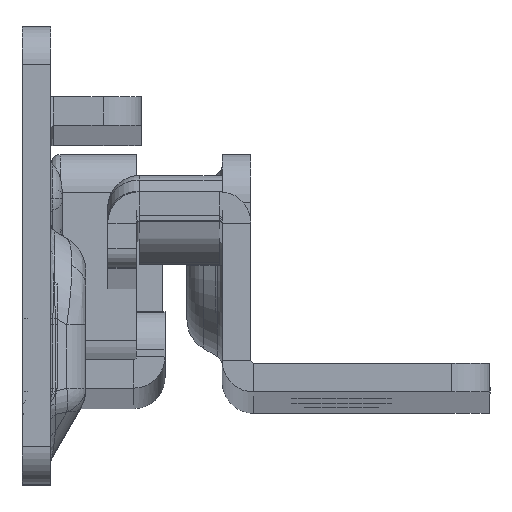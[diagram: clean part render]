
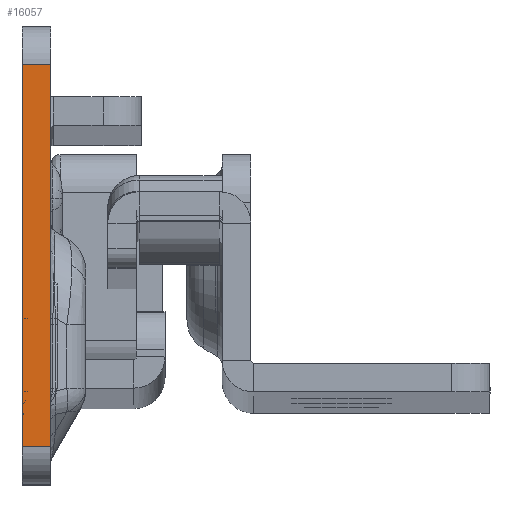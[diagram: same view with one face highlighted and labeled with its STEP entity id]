
A CAD part, top view. The second image highlights one B-rep face of the part: STEP entity #16057.
In plain terms, the highlighted planar face has unit normal (0, 0, 1).
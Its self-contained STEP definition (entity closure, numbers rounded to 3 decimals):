
#11 = ORIENTED_EDGE ( 'NONE', *, *, #122, .T. ) ;
#122 = EDGE_CURVE ( 'NONE', #14124, #6730, #15446, .T. ) ;
#299 = DIRECTION ( 'NONE',  ( 1., 0., 0. ) ) ;
#751 = EDGE_CURVE ( 'NONE', #1849, #14124, #3436, .T. ) ;
#1052 = CARTESIAN_POINT ( 'NONE',  ( -3., -29.094, 0. ) ) ;
#1421 = VECTOR ( 'NONE', #12185, 1000. ) ;
#1849 = VERTEX_POINT ( 'NONE', #13352 ) ;
#2428 = PLANE ( 'NONE',  #5488 ) ;
#2752 = DIRECTION ( 'NONE',  ( 1., 0., 0. ) ) ;
#3112 = LINE ( 'NONE', #4485, #17482 ) ;
#3436 = LINE ( 'NONE', #5064, #7483 ) ;
#4485 = CARTESIAN_POINT ( 'NONE',  ( -3., 18.3, 0. ) ) ;
#4912 = ORIENTED_EDGE ( 'NONE', *, *, #16694, .F. ) ;
#5058 = CARTESIAN_POINT ( 'NONE',  ( 0., -29.094, 0. ) ) ;
#5064 = CARTESIAN_POINT ( 'NONE',  ( -3., -29.094, 0. ) ) ;
#5488 = AXIS2_PLACEMENT_3D ( 'NONE', #1052, #6611, #12735 ) ;
#6172 = CARTESIAN_POINT ( 'NONE',  ( -3., -21.7, 0. ) ) ;
#6611 = DIRECTION ( 'NONE',  ( 0., 0., 1. ) ) ;
#6730 = VERTEX_POINT ( 'NONE', #16392 ) ;
#7483 = VECTOR ( 'NONE', #7879, 1000. ) ;
#7879 = DIRECTION ( 'NONE',  ( 0., -1., 0. ) ) ;
#9332 = FACE_OUTER_BOUND ( 'NONE', #12366, .T. ) ;
#11820 = ORIENTED_EDGE ( 'NONE', *, *, #751, .T. ) ;
#12185 = DIRECTION ( 'NONE',  ( 0., -1., 0. ) ) ;
#12366 = EDGE_LOOP ( 'NONE', ( #17229, #4912, #11820, #11 ) ) ;
#12735 = DIRECTION ( 'NONE',  ( 1., 0., 0. ) ) ;
#13352 = CARTESIAN_POINT ( 'NONE',  ( -3., 18.3, 0. ) ) ;
#13474 = LINE ( 'NONE', #5058, #1421 ) ;
#13897 = CARTESIAN_POINT ( 'NONE',  ( -142.194, -21.7, 0. ) ) ;
#14124 = VERTEX_POINT ( 'NONE', #6172 ) ;
#14326 = EDGE_CURVE ( 'NONE', #17446, #6730, #13474, .T. ) ;
#15065 = VECTOR ( 'NONE', #2752, 1000. ) ;
#15446 = LINE ( 'NONE', #13897, #15065 ) ;
#16057 = ADVANCED_FACE ( 'NONE', ( #9332 ), #2428, .T. ) ;
#16392 = CARTESIAN_POINT ( 'NONE',  ( 0., -21.7, 0. ) ) ;
#16694 = EDGE_CURVE ( 'NONE', #1849, #17446, #3112, .T. ) ;
#16926 = CARTESIAN_POINT ( 'NONE',  ( 0., 18.3, 0. ) ) ;
#17229 = ORIENTED_EDGE ( 'NONE', *, *, #14326, .F. ) ;
#17446 = VERTEX_POINT ( 'NONE', #16926 ) ;
#17482 = VECTOR ( 'NONE', #299, 1000. ) ;
